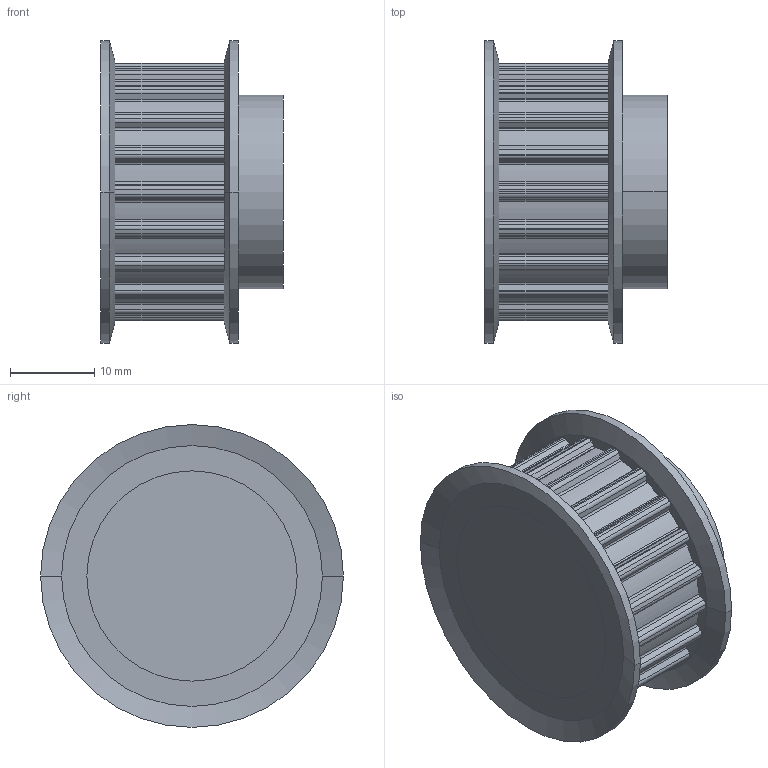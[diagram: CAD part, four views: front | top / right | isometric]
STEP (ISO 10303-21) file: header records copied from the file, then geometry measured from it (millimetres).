
FILE_DESCRIPTION(('HOOPS Exchange Step'),'2;1');
FILE_NAME('export-18D8CCE0-AB99-46CF-8017-FBFE4DB0D669.stp','2024-01-20T16:05:50+01:00',('Engineering'),('Alibre'),'HOOPS Exchange 2021.0','Alibre','Unknown authorisation');
FILE_SCHEMA( ('AP242_MANAGED_MODEL_BASED_3D_ENGINEERING_MIM_LF {1 0 10303 442 1 1 4 }') );
Length unit declared in the file: millimetre
Products named in the file (3): 6566-1 AT5 Pulley 21-AT5 Z=20 for 10mm wide belts BODY; 6566-2 AT5 Pulley 21-AT5 Z=20 for 10mm wide belts FLANGE; 6566 AT5 Pulley 21-AT5 Z=20 for 10mm wide belts
Assembly tree (3 placements, depth 2):
  6566 AT5 Pulley 21-AT5 Z=20 for 10mm wide belts
    6566-1 AT5 Pulley 21-AT5 Z=20 for 10mm wide belts BODY
    6566-2 AT5 Pulley 21-AT5 Z=20 for 10mm wide belts FLANGE  x2
Bounding box: 21.67 x 36 x 36 mm (x, y, z)
Volume: 13216.5 mm3; surface area: 5961 mm2
Topology: 3 solids, 3 shells, 217 faces, 616 edges, 408 vertices
Faces by surface type: cylinder 160, plane 49, cone 8
Entity records: 7073 total; most frequent: DIRECTION 1344, CARTESIAN_POINT 1208, ORIENTED_EDGE 1192, EDGE_CURVE 596, AXIS2_PLACEMENT_3D 532, VERTEX_POINT 396, CIRCLE 316, VECTOR 280
